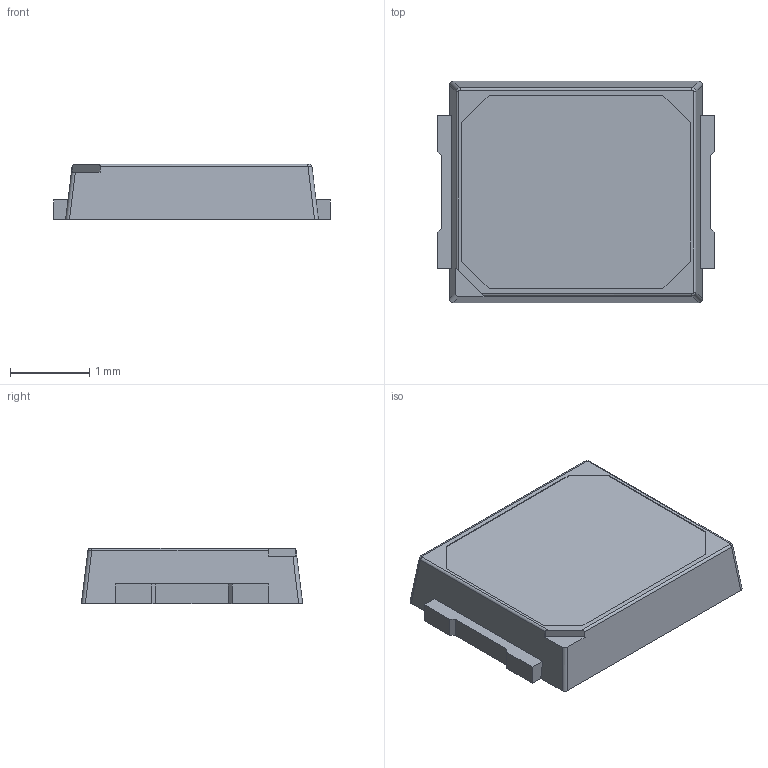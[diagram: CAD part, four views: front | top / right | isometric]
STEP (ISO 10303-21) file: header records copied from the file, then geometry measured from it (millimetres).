
FILE_DESCRIPTION(/* description */ (''),/* implementation_level */ '2;1');
FILE_NAME(/* name */ 'Samsung LM281BPlus.step',/* time_stamp */ '2022-03-16T12:21:55+00:00',/* author */ (''),/* organization */ (''),/* preprocessor_version */ 'ST-DEVELOPER v18.1',/* originating_system */ 'Autodesk Translation Framework v10.13.0.1454',/* authorisation */ '');
FILE_SCHEMA (('AUTOMOTIVE_DESIGN { 1 0 10303 214 3 1 1 }'));
Length unit declared in the file: millimetre
Products named in the file (1): Samsung LM281BPlus
Bounding box: 3.5 x 2.8 x 0.7 mm (x, y, z)
Volume: 6 mm3; surface area: 26.3 mm2
Topology: 1 solids, 1 shells, 50 faces, 135 edges, 88 vertices
Faces by surface type: plane 39, cylinder 8, bspline 3
Entity records: 1688 total; most frequent: CARTESIAN_POINT 346, ORIENTED_EDGE 270, DIRECTION 252, EDGE_CURVE 135, LINE 114, VECTOR 114, VERTEX_POINT 88, AXIS2_PLACEMENT_3D 69
